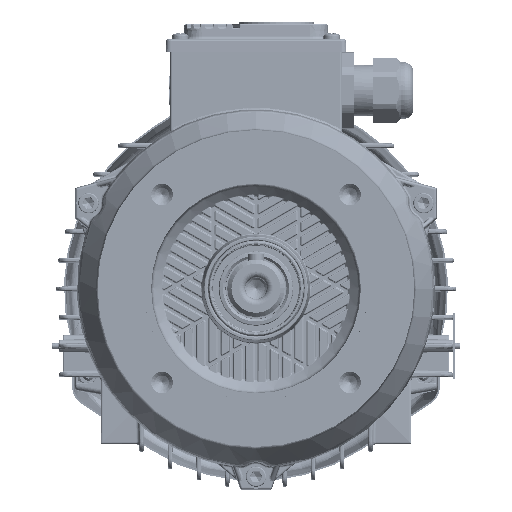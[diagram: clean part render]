
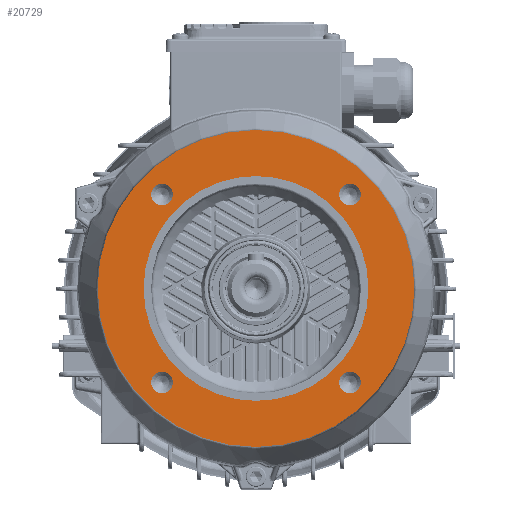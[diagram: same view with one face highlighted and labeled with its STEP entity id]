
A CAD part, top view. The second image highlights one B-rep face of the part: STEP entity #20729.
In plain terms, the highlighted planar face has unit normal (0, 0, 1).
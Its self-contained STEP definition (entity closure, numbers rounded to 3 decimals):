
#15211=FACE_BOUND('',#50077,.T.);
#15212=FACE_BOUND('',#50078,.T.);
#15213=FACE_BOUND('',#50079,.T.);
#15214=FACE_BOUND('',#50080,.T.);
#15215=FACE_BOUND('',#50081,.T.);
#15216=FACE_BOUND('',#50082,.T.);
#20729=ADVANCED_FACE('',(#15211,#15212,#15213,#15214,#15215,#15216),#31053,
 .T.);
#31053=PLANE('',#215267);
#50077=EDGE_LOOP('',(#110472));
#50078=EDGE_LOOP('',(#110473));
#50079=EDGE_LOOP('',(#110474));
#50080=EDGE_LOOP('',(#110475));
#50081=EDGE_LOOP('',(#110476));
#50082=EDGE_LOOP('',(#110477));
#63829=CIRCLE('',#214901,77.53);
#63905=CIRCLE('',#215140,5.29);
#63907=CIRCLE('',#215143,5.29);
#63909=CIRCLE('',#215146,5.29);
#63911=CIRCLE('',#215149,5.29);
#63942=CIRCLE('',#215266,55.);
#110472=ORIENTED_EDGE('',*,*,#179981,.T.);
#110473=ORIENTED_EDGE('',*,*,#179843,.F.);
#110474=ORIENTED_EDGE('',*,*,#179837,.F.);
#110475=ORIENTED_EDGE('',*,*,#179839,.F.);
#110476=ORIENTED_EDGE('',*,*,#179841,.F.);
#110477=ORIENTED_EDGE('',*,*,#179740,.T.);
#157987=VERTEX_POINT('',#330530);
#157992=VERTEX_POINT('',#331367);
#157994=VERTEX_POINT('',#331372);
#157996=VERTEX_POINT('',#331377);
#157998=VERTEX_POINT('',#331382);
#158060=VERTEX_POINT('',#333415);
#179740=EDGE_CURVE('',#157987,#157987,#63829,.T.);
#179837=EDGE_CURVE('',#157992,#157992,#63905,.T.);
#179839=EDGE_CURVE('',#157994,#157994,#63907,.T.);
#179841=EDGE_CURVE('',#157996,#157996,#63909,.T.);
#179843=EDGE_CURVE('',#157998,#157998,#63911,.T.);
#179981=EDGE_CURVE('',#158060,#158060,#63942,.T.);
#214901=AXIS2_PLACEMENT_3D('',#330529,#248354,#248355);
#215140=AXIS2_PLACEMENT_3D('',#331366,#248848,#248849);
#215143=AXIS2_PLACEMENT_3D('',#331371,#248854,#248855);
#215146=AXIS2_PLACEMENT_3D('',#331376,#248860,#248861);
#215149=AXIS2_PLACEMENT_3D('',#331381,#248866,#248867);
#215266=AXIS2_PLACEMENT_3D('',#333414,#249110,#249111);
#215267=AXIS2_PLACEMENT_3D('',#333416,#249112,#249113);
#248354=DIRECTION('',(0.,0.,1.));
#248355=DIRECTION('',(-1.,0.,0.));
#248848=DIRECTION('',(0.,0.,1.));
#248849=DIRECTION('',(-1.,0.,0.));
#248854=DIRECTION('',(0.,0.,1.));
#248855=DIRECTION('',(-1.,0.,0.));
#248860=DIRECTION('',(0.,0.,1.));
#248861=DIRECTION('',(-1.,0.,0.));
#248866=DIRECTION('',(0.,0.,1.));
#248867=DIRECTION('',(-1.,0.,0.));
#249110=DIRECTION('',(0.,0.,-1.));
#249111=DIRECTION('',(1.,0.,0.));
#249112=DIRECTION('',(0.,0.,1.));
#249113=DIRECTION('',(-1.,0.,0.));
#330529=CARTESIAN_POINT('',(0.,0.,38.));
#330530=CARTESIAN_POINT('',(-77.53,0.,38.));
#331366=CARTESIAN_POINT('',(-45.962,-45.962,38.));
#331367=CARTESIAN_POINT('',(-51.252,-45.962,38.));
#331371=CARTESIAN_POINT('',(-45.962,45.962,38.));
#331372=CARTESIAN_POINT('',(-51.252,45.962,38.));
#331376=CARTESIAN_POINT('',(45.962,45.962,38.));
#331377=CARTESIAN_POINT('',(40.672,45.962,38.));
#331381=CARTESIAN_POINT('',(45.962,-45.962,38.));
#331382=CARTESIAN_POINT('',(40.672,-45.962,38.));
#333414=CARTESIAN_POINT('',(0.,0.,38.));
#333415=CARTESIAN_POINT('',(55.,0.,38.));
#333416=CARTESIAN_POINT('',(0.,0.,38.));
